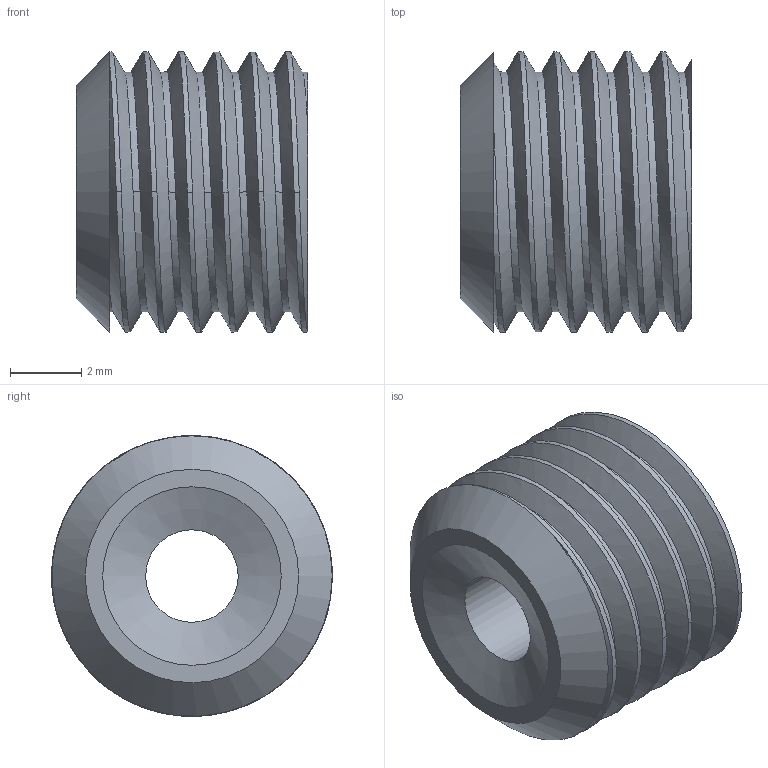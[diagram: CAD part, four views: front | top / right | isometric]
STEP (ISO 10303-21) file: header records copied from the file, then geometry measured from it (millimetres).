
FILE_DESCRIPTION(/* description */ (''),/* implementation_level */ '2;1');
FILE_NAME(/* name */ 'LOCK NUT.step',/* time_stamp */ '2020-10-12T11:44:13+02:00',/* author */ (''),/* organization */ (''),/* preprocessor_version */ 'ST-DEVELOPER v18.1',/* originating_system */ 'Autodesk Translation Framework v9.3.0.1241',/* authorisation */ '');
FILE_SCHEMA (('AUTOMOTIVE_DESIGN { 1 0 10303 214 3 1 1 }'));
Length unit declared in the file: millimetre
Products named in the file (1): Pièce à main V15
Bounding box: 6.5 x 7.89 x 7.89 mm (x, y, z)
Volume: 225.4 mm3; surface area: 353.5 mm2
Topology: 1 solids, 1 shells, 22 faces, 56 edges, 36 vertices
Faces by surface type: cylinder 14, plane 3, cone 3, bspline 2
Full cylindrical faces by diameter (mm): 2.6 x1, 6.744 x1, 7.884 x2
Entity records: 1755 total; most frequent: CARTESIAN_POINT 1167, ORIENTED_EDGE 112, DIRECTION 79, EDGE_CURVE 56, VERTEX_POINT 36, AXIS2_PLACEMENT_3D 32, B_SPLINE_CURVE_WITH_KNOTS 30, EDGE_LOOP 24
